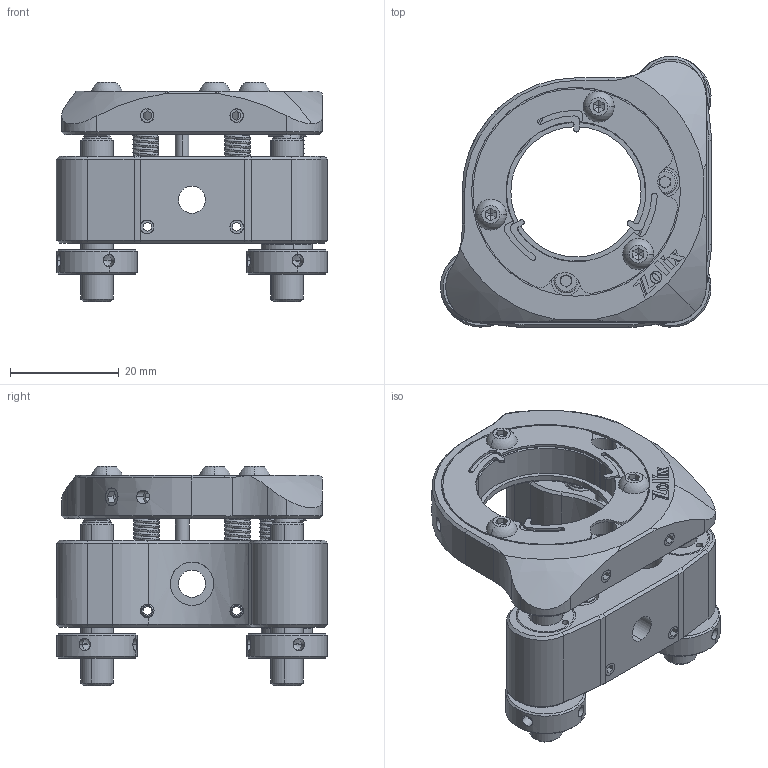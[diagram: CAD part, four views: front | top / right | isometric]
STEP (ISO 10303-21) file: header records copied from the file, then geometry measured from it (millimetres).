
FILE_DESCRIPTION (( 'STEP AP203' ), '1' );
FILE_NAME ('SUS25.4-0.STEP', '2019-04-30T05:53:02', ( 'User' ), ( 'User' ), 'SwSTEP 2.0', 'SolidWorks 2016', '' );
FILE_SCHEMA (( 'CONFIG_CONTROL_DESIGN' ));
Length unit declared in the file: millimetre
Products named in the file (1): SUS25.4-0
Bounding box: 49.98 x 50 x 40.45 mm (x, y, z)
Surface area: 18751.3 mm2 (no closed solid volume)
Topology: 0 solids, 46 shells, 655 faces, 2039 edges, 1391 vertices
Faces by surface type: plane 261, cylinder 216, cone 150, sphere 16, bspline 8, torus 4
Entity records: 30301 total; most frequent: CARTESIAN_POINT 12319, DIRECTION 3772, ORIENTED_EDGE 3374, EDGE_CURVE 1996, VERTEX_POINT 1382, AXIS2_PLACEMENT_3D 1276, VECTOR 1220, LINE 1220
